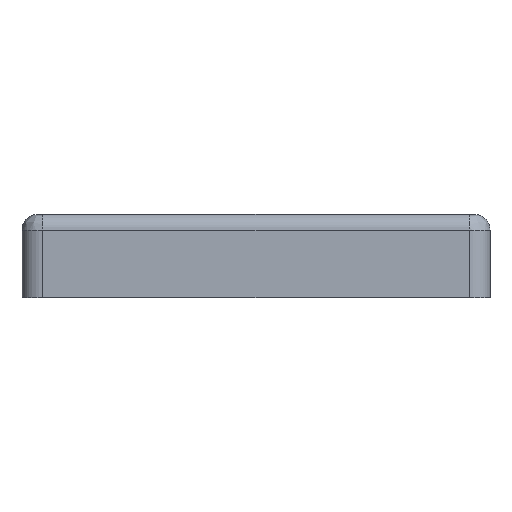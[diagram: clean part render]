
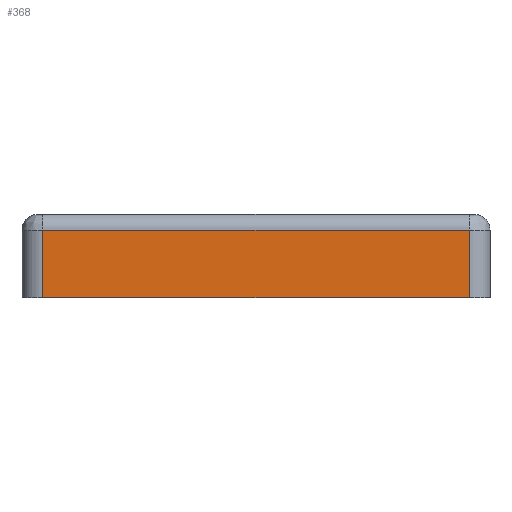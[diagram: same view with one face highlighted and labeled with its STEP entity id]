
A CAD part, front view. The second image highlights one B-rep face of the part: STEP entity #368.
In plain terms, the highlighted planar face has unit normal (0, -1, 0).
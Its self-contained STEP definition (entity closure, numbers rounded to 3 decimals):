
#368=ADVANCED_FACE('NONE',(#858),#859,.F.);
#858=FACE_OUTER_BOUND('',#2026,.T.);
#859=PLANE('',#2027);
#2026=EDGE_LOOP('',(#3800,#3801,#3802,#3803));
#2027=AXIS2_PLACEMENT_3D('',#3804,#3805,#3806);
#3800=ORIENTED_EDGE('',*,*,#5101,.F.);
#3801=ORIENTED_EDGE('',*,*,#5127,.F.);
#3802=ORIENTED_EDGE('',*,*,#5128,.F.);
#3803=ORIENTED_EDGE('',*,*,#5129,.F.);
#3804=CARTESIAN_POINT('',(-45.0,-45.0,16.0));
#3805=DIRECTION('',(0.0,1.0,0.0));
#3806=DIRECTION('',(1.0,0.0,-0.0));
#5101=EDGE_CURVE('NONE',#5970,#5968,#5972,.T.);
#5127=EDGE_CURVE('NONE',#6004,#5970,#6005,.T.);
#5128=EDGE_CURVE('NONE',#6006,#6004,#6007,.T.);
#5129=EDGE_CURVE('NONE',#5968,#6006,#6008,.T.);
#5968=VERTEX_POINT('NONE',#7829);
#5970=VERTEX_POINT('NONE',#7831);
#5972=LINE('',#7833,#7834);
#6004=VERTEX_POINT('NONE',#7869);
#6005=LINE('',#7870,#7871);
#6006=VERTEX_POINT('NONE',#7872);
#6007=LINE('',#7873,#7874);
#6008=LINE('',#7875,#7876);
#7829=CARTESIAN_POINT('',(41.0,-45.0,13.0));
#7831=CARTESIAN_POINT('',(-41.0,-45.0,13.0));
#7833=CARTESIAN_POINT('',(-45.0,-45.0,13.0));
#7834=VECTOR('',#9163,1000.0);
#7869=CARTESIAN_POINT('',(-41.0,-45.0,0.0));
#7870=CARTESIAN_POINT('',(-41.0,-45.0,16.0));
#7871=VECTOR('',#9203,1000.0);
#7872=CARTESIAN_POINT('',(41.0,-45.0,0.0));
#7873=CARTESIAN_POINT('',(-45.0,-45.0,0.0));
#7874=VECTOR('',#9204,1000.0);
#7875=CARTESIAN_POINT('',(41.0,-45.0,16.0));
#7876=VECTOR('',#9205,1000.0);
#9163=DIRECTION('',(1.0,-0.0,-0.0));
#9203=DIRECTION('',(0.0,-0.0,1.0));
#9204=DIRECTION('',(-1.0,-0.0,0.0));
#9205=DIRECTION('',(-0.0,0.0,-1.0));
